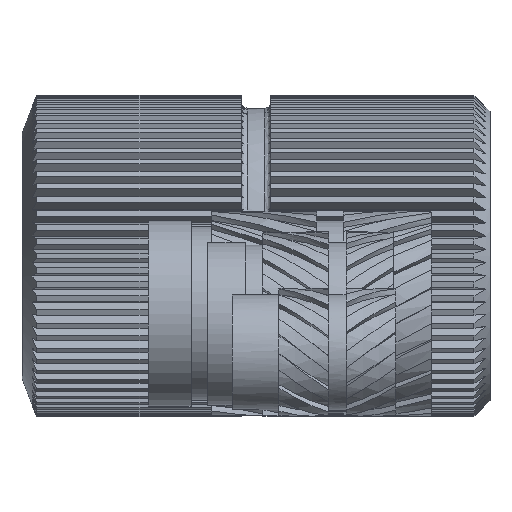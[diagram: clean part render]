
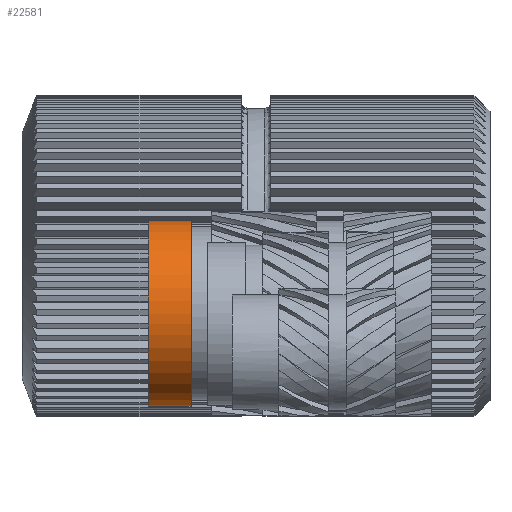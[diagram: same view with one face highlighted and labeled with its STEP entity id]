
A CAD part, left-side view. The second image highlights one B-rep face of the part: STEP entity #22581.
In plain terms, the highlighted free-form (B-spline) face has degree [2, 1] with [9, 2] control points.
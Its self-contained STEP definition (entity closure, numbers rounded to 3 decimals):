
#17403 = EDGE_CURVE('',#17404,#17404,#17406,.T.);
#17404 = VERTEX_POINT('',#17405);
#17405 = CARTESIAN_POINT('',(7.406,7.811,
    -0.674));
#17406 = ( BOUNDED_CURVE() B_SPLINE_CURVE(2,(#17407,#17408,#17409,#17410
    ,#17411,#17412,#17413),.UNSPECIFIED.,.T.,.F.) 
B_SPLINE_CURVE_WITH_KNOTS((3,2,2,3),(3.142,5.236,
7.33,9.425),.PIECEWISE_BEZIER_KNOTS.) CURVE() 
GEOMETRIC_REPRESENTATION_ITEM() RATIONAL_B_SPLINE_CURVE((1.,0.5,1.,0.5,
1.,0.5,1.)) REPRESENTATION_ITEM('') );
#17407 = CARTESIAN_POINT('',(7.406,7.811,
    -0.674));
#17408 = CARTESIAN_POINT('',(7.406,7.811,
    7.583));
#17409 = CARTESIAN_POINT('',(14.557,7.811,
    3.455));
#17410 = CARTESIAN_POINT('',(21.708,7.811,
    -0.674));
#17411 = CARTESIAN_POINT('',(14.557,7.811,
    -4.803));
#17412 = CARTESIAN_POINT('',(7.406,7.811,
    -8.931));
#17413 = CARTESIAN_POINT('',(7.406,7.811,
    -0.674));
#22581 = ADVANCED_FACE('',(#22582),#22603,.T.);
#22582 = FACE_BOUND('',#22583,.T.);
#22583 = EDGE_LOOP('',(#22584,#22596,#22601,#22602));
#22584 = ORIENTED_EDGE('',*,*,#22585,.F.);
#22585 = EDGE_CURVE('',#22586,#22586,#22588,.T.);
#22586 = VERTEX_POINT('',#22587);
#22587 = CARTESIAN_POINT('',(7.406,10.014,
    -0.674));
#22588 = ( BOUNDED_CURVE() B_SPLINE_CURVE(2,(#22589,#22590,#22591,#22592
    ,#22593,#22594,#22595),.UNSPECIFIED.,.T.,.F.) 
B_SPLINE_CURVE_WITH_KNOTS((3,2,2,3),(3.142,5.236,
7.33,9.425),.PIECEWISE_BEZIER_KNOTS.) CURVE() 
GEOMETRIC_REPRESENTATION_ITEM() RATIONAL_B_SPLINE_CURVE((1.,0.5,1.,0.5,
1.,0.5,1.)) REPRESENTATION_ITEM('') );
#22589 = CARTESIAN_POINT('',(7.406,10.014,
    -0.674));
#22590 = CARTESIAN_POINT('',(7.406,10.014,
    7.583));
#22591 = CARTESIAN_POINT('',(14.557,10.014,
    3.455));
#22592 = CARTESIAN_POINT('',(21.708,10.014,
    -0.674));
#22593 = CARTESIAN_POINT('',(14.557,10.014,
    -4.803));
#22594 = CARTESIAN_POINT('',(7.406,10.014,
    -8.931));
#22595 = CARTESIAN_POINT('',(7.406,10.014,
    -0.674));
#22596 = ORIENTED_EDGE('',*,*,#22597,.T.);
#22597 = EDGE_CURVE('',#22586,#17404,#22598,.T.);
#22598 = B_SPLINE_CURVE_WITH_KNOTS('',1,(#22599,#22600),.UNSPECIFIED.,
  .F.,.F.,(2,2),(-6.68,-5.21),.PIECEWISE_BEZIER_KNOTS.);
#22599 = CARTESIAN_POINT('',(7.406,10.014,
    -0.674));
#22600 = CARTESIAN_POINT('',(7.406,7.811,
    -0.674));
#22601 = ORIENTED_EDGE('',*,*,#17403,.T.);
#22602 = ORIENTED_EDGE('',*,*,#22597,.F.);
#22603 = ( BOUNDED_SURFACE() B_SPLINE_SURFACE(2,1,(
    (#22604,#22605)
    ,(#22606,#22607)
    ,(#22608,#22609)
    ,(#22610,#22611)
    ,(#22612,#22613)
    ,(#22614,#22615)
    ,(#22616,#22617)
    ,(#22618,#22619)
    ,(#22620,#22621
)),.UNSPECIFIED.,.T.,.F.,.F.) B_SPLINE_SURFACE_WITH_KNOTS((3,2,2,2,3),(2
    ,2),(-3.142,-2.094,0.,2.094,3.142)
,(5.21,6.68),.UNSPECIFIED.) GEOMETRIC_REPRESENTATION_ITEM() 
RATIONAL_B_SPLINE_SURFACE((
    (0.75,0.75)
    ,(0.75,0.75)
    ,(1.,1.)
    ,(0.5,0.5)
    ,(1.,1.)
    ,(0.5,0.5)
    ,(1.,1.)
    ,(0.75,0.75)
,(0.75,0.75))) REPRESENTATION_ITEM('') SURFACE() );
#22604 = CARTESIAN_POINT('',(7.406,7.811,
    -0.674));
#22605 = CARTESIAN_POINT('',(7.406,10.014,
    -0.674));
#22606 = CARTESIAN_POINT('',(7.406,7.811,
    2.078));
#22607 = CARTESIAN_POINT('',(7.406,10.014,
    2.078));
#22608 = CARTESIAN_POINT('',(9.789,7.811,
    3.455));
#22609 = CARTESIAN_POINT('',(9.789,10.014,
    3.455));
#22610 = CARTESIAN_POINT('',(16.941,7.811,
    7.583));
#22611 = CARTESIAN_POINT('',(16.941,10.014,
    7.583));
#22612 = CARTESIAN_POINT('',(16.941,7.811,
    -0.674));
#22613 = CARTESIAN_POINT('',(16.941,10.014,
    -0.674));
#22614 = CARTESIAN_POINT('',(16.941,7.811,
    -8.931));
#22615 = CARTESIAN_POINT('',(16.941,10.014,
    -8.931));
#22616 = CARTESIAN_POINT('',(9.789,7.811,
    -4.803));
#22617 = CARTESIAN_POINT('',(9.789,10.014,
    -4.803));
#22618 = CARTESIAN_POINT('',(7.406,7.811,
    -3.426));
#22619 = CARTESIAN_POINT('',(7.406,10.014,
    -3.426));
#22620 = CARTESIAN_POINT('',(7.406,7.811,
    -0.674));
#22621 = CARTESIAN_POINT('',(7.406,10.014,
    -0.674));
